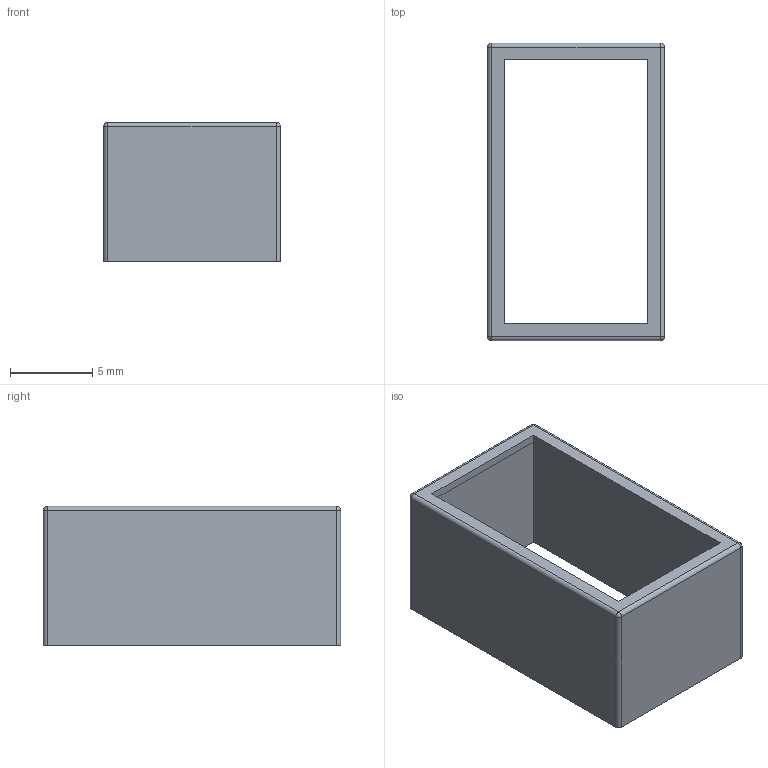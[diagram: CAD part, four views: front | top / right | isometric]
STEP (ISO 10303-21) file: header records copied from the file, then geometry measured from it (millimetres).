
FILE_DESCRIPTION (( 'STEP AP214' ), '1' );
FILE_NAME ('HOOK Indicator Body.STEP', '2021-03-20T08:40:51', ( '' ), ( '' ), 'SwSTEP 2.0', 'SolidWorks 2019', '' );
FILE_SCHEMA (( 'AUTOMOTIVE_DESIGN' ));
Length unit declared in the file: inch
Products named in the file (1): HOOK Indicator Body
Bounding box: 10.73 x 18.03 x 8.45 mm (x, y, z)
Volume: 250.1 mm3; surface area: 1034 mm2
Topology: 1 solids, 1 shells, 27 faces, 64 edges, 36 vertices
Faces by surface type: plane 15, cylinder 8, sphere 4
Entity records: 778 total; most frequent: DIRECTION 132, CARTESIAN_POINT 124, ORIENTED_EDGE 120, EDGE_CURVE 60, VECTOR 44, LINE 44, AXIS2_PLACEMENT_3D 44, VERTEX_POINT 36
